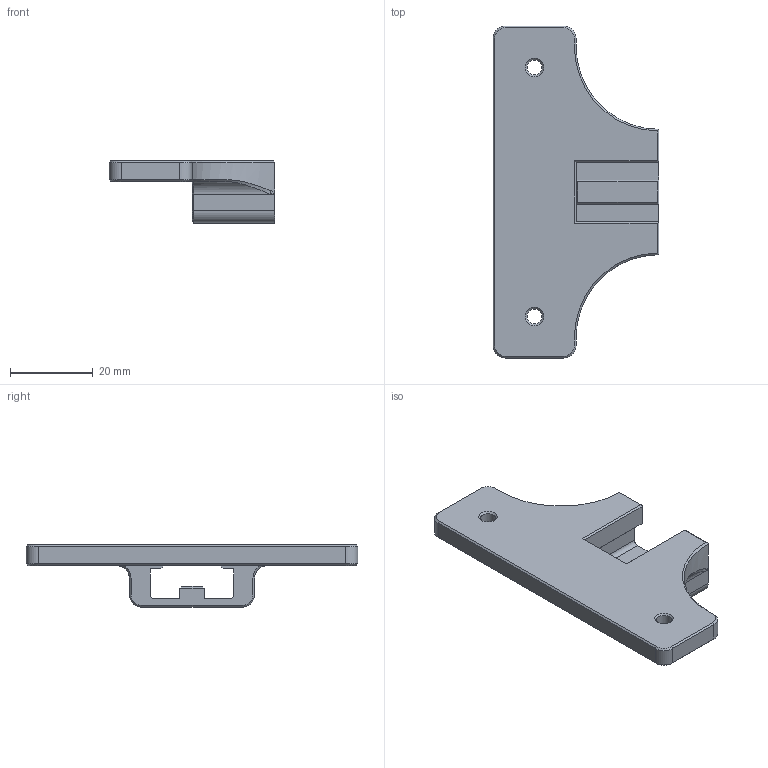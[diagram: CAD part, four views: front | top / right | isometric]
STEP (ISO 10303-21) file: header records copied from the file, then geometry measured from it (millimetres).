
FILE_DESCRIPTION(/* description */ (''),/* implementation_level */ '2;1');
FILE_NAME(/* name */ 'Doom 350 2020 Mounting Block v1.step',/* time_stamp */ '2022-12-18T19:13:09-05:00',/* author */ (''),/* organization */ (''),/* preprocessor_version */ 'ST-DEVELOPER v19',/* originating_system */ 'Autodesk Translation Framework v11.7.0.108',/* authorisation */ '');
FILE_SCHEMA (('AUTOMOTIVE_DESIGN { 1 0 10303 214 3 1 1 }'));
Length unit declared in the file: millimetre
Products named in the file (1): Doom 350 2020 Mounting Block
Bounding box: 40 x 80 x 15 mm (x, y, z)
Volume: 13510.7 mm3; surface area: 7242.3 mm2
Topology: 1 solids, 1 shells, 93 faces, 229 edges, 134 vertices
Faces by surface type: plane 53, cone 20, cylinder 14, bspline 6
Full cylindrical faces by diameter (mm): 3.6 x2
Entity records: 2818 total; most frequent: CARTESIAN_POINT 633, ORIENTED_EDGE 454, DIRECTION 431, EDGE_CURVE 227, LINE 163, VECTOR 163, VERTEX_POINT 134, AXIS2_PLACEMENT_3D 134
